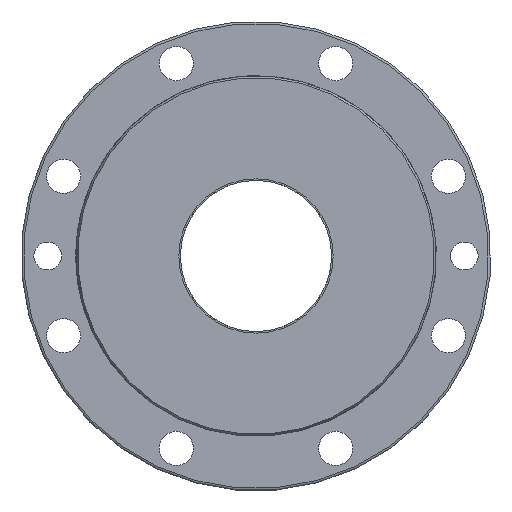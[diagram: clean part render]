
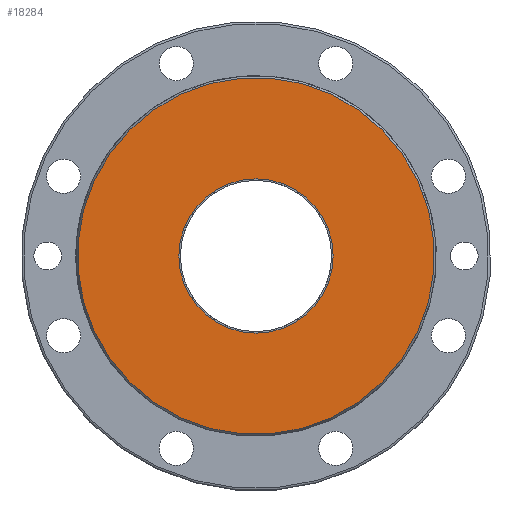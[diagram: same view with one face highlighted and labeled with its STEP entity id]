
A CAD part, left-side view. The second image highlights one B-rep face of the part: STEP entity #18284.
In plain terms, the highlighted planar face has unit normal (-1, 0, 0).
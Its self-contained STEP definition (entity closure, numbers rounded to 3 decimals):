
#397=PLANE('',#19360);
#2635=CIRCLE('',#19359,115.641);
#2636=CIRCLE('',#19361,50.);
#3914=ORIENTED_EDGE('',*,*,#7185,.F.);
#3915=ORIENTED_EDGE('',*,*,#7184,.T.);
#7184=EDGE_CURVE('',#8899,#8899,#2635,.T.);
#7185=EDGE_CURVE('',#8900,#8900,#2636,.F.);
#8899=VERTEX_POINT('',#25666);
#8900=VERTEX_POINT('',#25669);
#10142=EDGE_LOOP('',(#3914));
#10143=EDGE_LOOP('',(#3915));
#11318=FACE_BOUND('',#10142,.T.);
#11319=FACE_BOUND('',#10143,.T.);
#18284=ADVANCED_FACE('',(#11318,#11319),#397,.F.);
#19359=AXIS2_PLACEMENT_3D('',#25665,#21467,#21468);
#19360=AXIS2_PLACEMENT_3D('',#25667,#21469,#21470);
#19361=AXIS2_PLACEMENT_3D('',#25668,#21471,#21472);
#21467=DIRECTION('',(-1.,0.,0.));
#21468=DIRECTION('',(0.,0.707,-0.707));
#21469=DIRECTION('',(1.,0.,0.));
#21470=DIRECTION('',(0.,-0.707,0.707));
#21471=DIRECTION('',(1.,0.,0.));
#21472=DIRECTION('',(0.,1.,0.));
#25665=CARTESIAN_POINT('',(-128.372,0.,0.));
#25666=CARTESIAN_POINT('',(-128.372,81.771,-81.771));
#25667=CARTESIAN_POINT('',(-128.372,-69.417,69.417));
#25668=CARTESIAN_POINT('',(-128.372,0.,0.));
#25669=CARTESIAN_POINT('',(-128.372,50.,0.));
